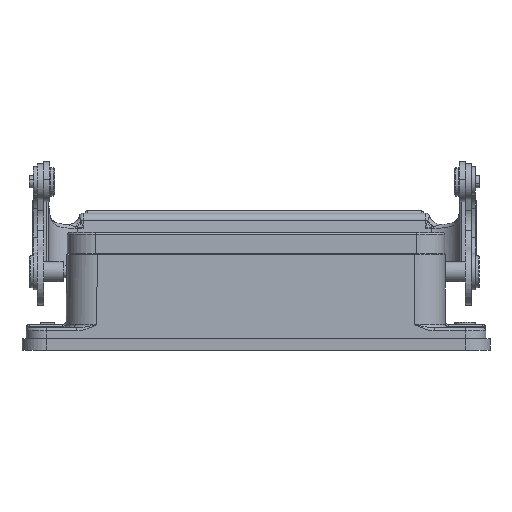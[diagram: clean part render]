
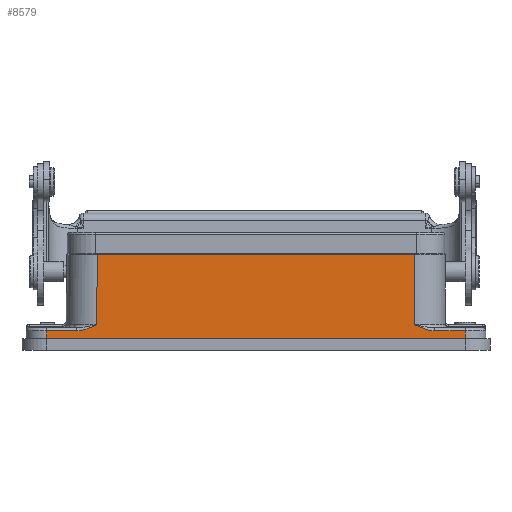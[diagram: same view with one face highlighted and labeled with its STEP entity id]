
A CAD part, front view. The second image highlights one B-rep face of the part: STEP entity #8579.
In plain terms, the highlighted planar face has unit normal (0, -1, 0.009).
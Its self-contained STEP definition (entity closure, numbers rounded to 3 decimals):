
#6690=FACE_OUTER_BOUND('',#13419,.T.);
#8579=ADVANCED_FACE('',(#6690),#9855,.F.);
#9855=PLANE('',#28654);
#10436=LINE('',#36413,#11812);
#10437=LINE('',#36416,#11813);
#10438=LINE('',#36436,#11814);
#10439=LINE('',#36438,#11815);
#11812=VECTOR('',#30614,1.);
#11813=VECTOR('',#30615,1.);
#11814=VECTOR('',#30616,1.);
#11815=VECTOR('',#30617,1.);
#13419=EDGE_LOOP('',(#14971,#14972,#14973,#14974,#14975,#14976,#14977,#14978,
#14979,#14980));
#14971=ORIENTED_EDGE('',*,*,#23946,.T.);
#14972=ORIENTED_EDGE('',*,*,#23947,.T.);
#14973=ORIENTED_EDGE('',*,*,#23948,.T.);
#14974=ORIENTED_EDGE('',*,*,#23949,.T.);
#14975=ORIENTED_EDGE('',*,*,#23950,.T.);
#14976=ORIENTED_EDGE('',*,*,#23951,.F.);
#14977=ORIENTED_EDGE('',*,*,#23952,.F.);
#14978=ORIENTED_EDGE('',*,*,#23953,.T.);
#14979=ORIENTED_EDGE('',*,*,#23945,.T.);
#14980=ORIENTED_EDGE('',*,*,#23954,.T.);
#21705=VERTEX_POINT('',#36400);
#21706=VERTEX_POINT('',#36407);
#21707=VERTEX_POINT('',#36414);
#21708=VERTEX_POINT('',#36415);
#21709=VERTEX_POINT('',#36417);
#21710=VERTEX_POINT('',#36430);
#21711=VERTEX_POINT('',#36435);
#21712=VERTEX_POINT('',#36437);
#21713=VERTEX_POINT('',#36439);
#21714=VERTEX_POINT('',#36449);
#23945=EDGE_CURVE('',#21705,#21706,#27300,.T.);
#23946=EDGE_CURVE('',#21707,#21708,#10436,.T.);
#23947=EDGE_CURVE('',#21708,#21709,#10437,.T.);
#23948=EDGE_CURVE('',#21709,#21710,#27301,.T.);
#23949=EDGE_CURVE('',#21710,#21711,#27302,.T.);
#23950=EDGE_CURVE('',#21711,#21712,#10438,.T.);
#23951=EDGE_CURVE('',#21713,#21712,#10439,.T.);
#23952=EDGE_CURVE('',#21714,#21713,#27303,.T.);
#23953=EDGE_CURVE('',#21714,#21705,#27304,.T.);
#23954=EDGE_CURVE('',#21706,#21707,#27305,.T.);
#27300=B_SPLINE_CURVE_WITH_KNOTS('',3,(#36408,#36409,#36410,#36411),
 .UNSPECIFIED.,.F.,.F.,(4,4),(0.,1.),.UNSPECIFIED.);
#27301=B_SPLINE_CURVE_WITH_KNOTS('',3,(#36418,#36419,#36420,#36421,#36422,
#36423,#36424,#36425,#36426,#36427,#36428,#36429),.UNSPECIFIED.,.F.,.F.,
(4,2,2,2,2,4),(0.,0.25,0.5,0.625,
0.75,1.),.UNSPECIFIED.);
#27302=B_SPLINE_CURVE_WITH_KNOTS('',3,(#36431,#36432,#36433,#36434),
 .UNSPECIFIED.,.F.,.F.,(4,4),(0.,1.),.UNSPECIFIED.);
#27303=B_SPLINE_CURVE_WITH_KNOTS('',3,(#36440,#36441,#36442,#36443,#36444,
#36445,#36446,#36447,#36448),.UNSPECIFIED.,.F.,.F.,(4,1,1,1,1,1,4),(0.,
0.125,0.25,0.375,0.5,0.75,
1.),.UNSPECIFIED.);
#27304=B_SPLINE_CURVE_WITH_KNOTS('',3,(#36450,#36451,#36452,#36453),
 .UNSPECIFIED.,.F.,.F.,(4,4),(0.,1.),.UNSPECIFIED.);
#27305=B_SPLINE_CURVE_WITH_KNOTS('',3,(#36454,#36455,#36456,#36457),
 .UNSPECIFIED.,.F.,.F.,(4,4),(0.,1.),.UNSPECIFIED.);
#28654=AXIS2_PLACEMENT_3D('',#36458,#30618,#30619);
#30614=DIRECTION('',(-0.009,0.009,1.));
#30615=DIRECTION('',(-1.,0.,0.));
#30616=DIRECTION('',(-1.,0.,0.));
#30617=DIRECTION('',(0.009,0.009,1.));
#30618=DIRECTION('',(0.,1.,-0.009));
#30619=DIRECTION('',(0.,-0.009,-1.));
#36400=CARTESIAN_POINT('',(6.028,28.602,-85.893));
#36407=CARTESIAN_POINT('',(6.,28.574,-89.099));
#36408=CARTESIAN_POINT('',(6.028,28.602,-85.893));
#36409=CARTESIAN_POINT('',(6.018,28.593,-86.962));
#36410=CARTESIAN_POINT('',(6.009,28.583,-88.03));
#36411=CARTESIAN_POINT('',(6.,28.574,-89.099));
#36413=CARTESIAN_POINT('',(109.,28.574,-89.099));
#36414=CARTESIAN_POINT('',(109.,28.574,-89.099));
#36415=CARTESIAN_POINT('',(108.972,28.602,-85.892));
#36416=CARTESIAN_POINT('',(108.972,28.602,-85.892));
#36417=CARTESIAN_POINT('',(101.38,28.602,-85.892));
#36418=CARTESIAN_POINT('',(101.38,28.602,-85.892));
#36419=CARTESIAN_POINT('',(101.056,28.602,-85.897));
#36420=CARTESIAN_POINT('',(100.704,28.602,-85.861));
#36421=CARTESIAN_POINT('',(99.939,28.603,-85.709));
#36422=CARTESIAN_POINT('',(99.462,28.605,-85.574));
#36423=CARTESIAN_POINT('',(98.886,28.606,-85.377));
#36424=CARTESIAN_POINT('',(98.657,28.607,-85.29));
#36425=CARTESIAN_POINT('',(98.311,28.608,-85.15));
#36426=CARTESIAN_POINT('',(98.118,28.609,-85.067));
#36427=CARTESIAN_POINT('',(97.411,28.612,-84.751));
#36428=CARTESIAN_POINT('',(96.95,28.614,-84.533));
#36429=CARTESIAN_POINT('',(96.5,28.616,-84.306));
#36430=CARTESIAN_POINT('',(96.5,28.616,-84.306));
#36431=CARTESIAN_POINT('',(96.5,28.616,-84.306));
#36432=CARTESIAN_POINT('',(96.5,28.666,-78.57));
#36433=CARTESIAN_POINT('',(96.5,28.716,-72.835));
#36434=CARTESIAN_POINT('',(96.5,28.766,-67.099));
#36435=CARTESIAN_POINT('',(96.5,28.766,-67.099));
#36436=CARTESIAN_POINT('',(96.5,28.766,-67.099));
#36437=CARTESIAN_POINT('',(18.5,28.766,-67.099));
#36438=CARTESIAN_POINT('',(18.35,28.616,-84.306));
#36439=CARTESIAN_POINT('',(18.35,28.616,-84.306));
#36440=CARTESIAN_POINT('',(13.47,28.602,-85.892));
#36441=CARTESIAN_POINT('',(13.688,28.602,-85.892));
#36442=CARTESIAN_POINT('',(14.118,28.602,-85.862));
#36443=CARTESIAN_POINT('',(14.752,28.603,-85.748));
#36444=CARTESIAN_POINT('',(15.377,28.605,-85.58));
#36445=CARTESIAN_POINT('',(16.196,28.607,-85.299));
#36446=CARTESIAN_POINT('',(17.186,28.611,-84.874));
#36447=CARTESIAN_POINT('',(17.962,28.614,-84.495));
#36448=CARTESIAN_POINT('',(18.35,28.616,-84.306));
#36449=CARTESIAN_POINT('',(13.47,28.602,-85.892));
#36450=CARTESIAN_POINT('',(13.47,28.602,-85.892));
#36451=CARTESIAN_POINT('',(10.989,28.602,-85.892));
#36452=CARTESIAN_POINT('',(8.508,28.602,-85.893));
#36453=CARTESIAN_POINT('',(6.028,28.602,-85.893));
#36454=CARTESIAN_POINT('',(6.,28.574,-89.099));
#36455=CARTESIAN_POINT('',(40.333,28.574,-89.099));
#36456=CARTESIAN_POINT('',(74.667,28.574,-89.099));
#36457=CARTESIAN_POINT('',(109.,28.574,-89.099));
#36458=CARTESIAN_POINT('',(57.5,28.67,-78.099));
